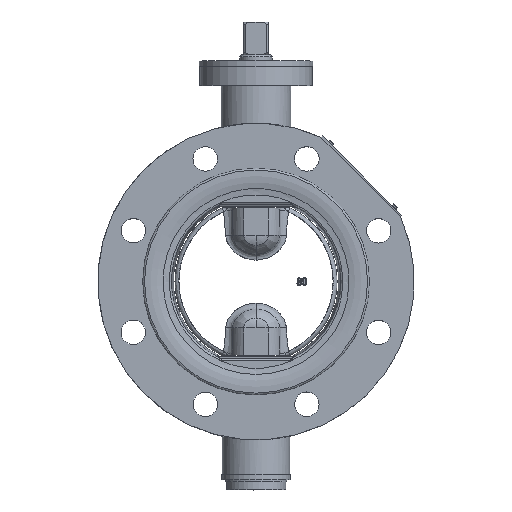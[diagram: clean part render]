
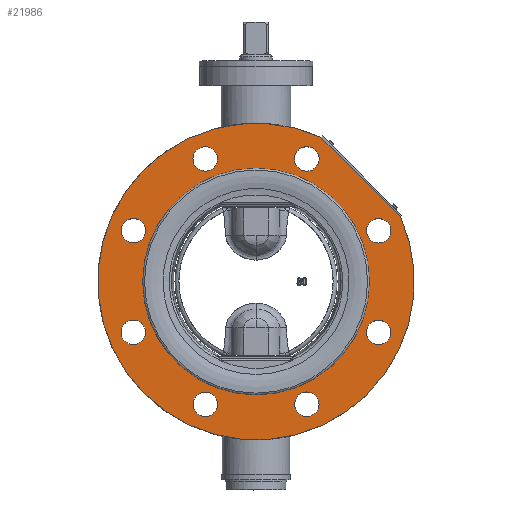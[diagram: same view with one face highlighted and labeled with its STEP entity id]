
A CAD part, top view. The second image highlights one B-rep face of the part: STEP entity #21986.
In plain terms, the highlighted planar face has unit normal (0, 0, 1).
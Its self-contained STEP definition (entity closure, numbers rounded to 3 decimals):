
#299=CARTESIAN_POINT('',(31.789,70.68,17.5));
#300=VERTEX_POINT('',#299);
#307=CARTESIAN_POINT('',(70.68,31.789,17.5));
#308=VERTEX_POINT('',#307);
#309=CARTESIAN_POINT('',(70.68,31.789,17.5));
#310=DIRECTION('',(-0.707,0.707,0.0));
#311=VECTOR('',#310,55.0);
#312=LINE('',#309,#311);
#313=EDGE_CURVE('',#308,#300,#312,.T.);
#17361=CARTESIAN_POINT('',(0.,55.5,17.5));
#17362=VERTEX_POINT('',#17361);
#17363=CARTESIAN_POINT('',(0.,0.,17.5));
#17364=DIRECTION('',(0.0,0.0,-1.0));
#17365=DIRECTION('',(0.0,-1.0,0.0));
#17366=AXIS2_PLACEMENT_3D('',#17363,#17364,#17365);
#17367=CIRCLE('',#17366,55.5);
#17368=EDGE_CURVE('',#17362,#17362,#17367,.T.);
#21391=CARTESIAN_POINT('',(0.0,0.0,17.5));
#21392=DIRECTION('',(0.0,0.0,-1.0));
#21393=DIRECTION('',(-1.0,0.0,0.0));
#21394=AXIS2_PLACEMENT_3D('',#21391,#21392,#21393);
#21395=CIRCLE('',#21394,77.5);
#21396=EDGE_CURVE('',#308,#300,#21395,.T.);
#21543=CARTESIAN_POINT('',(64.295,-29.117,17.5));
#21544=VERTEX_POINT('',#21543);
#21545=CARTESIAN_POINT('',(60.052,-24.874,17.5));
#21546=DIRECTION('',(0.0,0.0,-1.0));
#21547=DIRECTION('',(-0.707,0.707,0.0));
#21548=AXIS2_PLACEMENT_3D('',#21545,#21546,#21547);
#21549=CIRCLE('',#21548,6.);
#21550=EDGE_CURVE('',#21544,#21544,#21549,.T.);
#21571=CARTESIAN_POINT('',(24.874,-66.052,17.5));
#21572=VERTEX_POINT('',#21571);
#21573=CARTESIAN_POINT('',(24.874,-60.052,17.5));
#21574=DIRECTION('',(0.0,0.0,-1.0));
#21575=DIRECTION('',(0.0,1.0,0.0));
#21576=AXIS2_PLACEMENT_3D('',#21573,#21574,#21575);
#21577=CIRCLE('',#21576,6.);
#21578=EDGE_CURVE('',#21572,#21572,#21577,.T.);
#21599=CARTESIAN_POINT('',(-29.117,-64.295,17.5));
#21600=VERTEX_POINT('',#21599);
#21601=CARTESIAN_POINT('',(-24.874,-60.052,17.5));
#21602=DIRECTION('',(0.0,0.0,-1.0));
#21603=DIRECTION('',(0.707,0.707,0.0));
#21604=AXIS2_PLACEMENT_3D('',#21601,#21602,#21603);
#21605=CIRCLE('',#21604,6.);
#21606=EDGE_CURVE('',#21600,#21600,#21605,.T.);
#21627=CARTESIAN_POINT('',(-66.052,-24.874,17.5));
#21628=VERTEX_POINT('',#21627);
#21629=CARTESIAN_POINT('',(-60.052,-24.874,17.5));
#21630=DIRECTION('',(0.0,0.0,-1.0));
#21631=DIRECTION('',(1.0,0.0,0.0));
#21632=AXIS2_PLACEMENT_3D('',#21629,#21630,#21631);
#21633=CIRCLE('',#21632,6.);
#21634=EDGE_CURVE('',#21628,#21628,#21633,.T.);
#21655=CARTESIAN_POINT('',(-64.295,29.117,17.5));
#21656=VERTEX_POINT('',#21655);
#21657=CARTESIAN_POINT('',(-60.052,24.874,17.5));
#21658=DIRECTION('',(0.0,0.0,-1.0));
#21659=DIRECTION('',(0.707,-0.707,0.0));
#21660=AXIS2_PLACEMENT_3D('',#21657,#21658,#21659);
#21661=CIRCLE('',#21660,6.);
#21662=EDGE_CURVE('',#21656,#21656,#21661,.T.);
#21683=CARTESIAN_POINT('',(-24.874,66.052,17.5));
#21684=VERTEX_POINT('',#21683);
#21685=CARTESIAN_POINT('',(-24.874,60.052,17.5));
#21686=DIRECTION('',(0.0,0.0,-1.0));
#21687=DIRECTION('',(0.0,-1.0,0.0));
#21688=AXIS2_PLACEMENT_3D('',#21685,#21686,#21687);
#21689=CIRCLE('',#21688,6.);
#21690=EDGE_CURVE('',#21684,#21684,#21689,.T.);
#21711=CARTESIAN_POINT('',(29.117,64.295,17.5));
#21712=VERTEX_POINT('',#21711);
#21713=CARTESIAN_POINT('',(24.874,60.052,17.5));
#21714=DIRECTION('',(0.0,0.0,-1.0));
#21715=DIRECTION('',(-0.707,-0.707,0.0));
#21716=AXIS2_PLACEMENT_3D('',#21713,#21714,#21715);
#21717=CIRCLE('',#21716,6.);
#21718=EDGE_CURVE('',#21712,#21712,#21717,.T.);
#21739=CARTESIAN_POINT('',(66.052,24.874,17.5));
#21740=VERTEX_POINT('',#21739);
#21741=CARTESIAN_POINT('',(60.052,24.874,17.5));
#21742=DIRECTION('',(0.0,0.0,-1.0));
#21743=DIRECTION('',(-1.0,0.0,0.0));
#21744=AXIS2_PLACEMENT_3D('',#21741,#21742,#21743);
#21745=CIRCLE('',#21744,6.);
#21746=EDGE_CURVE('',#21740,#21740,#21745,.T.);
#21950=CARTESIAN_POINT('',(0.0,0.0,17.5));
#21951=DIRECTION('',(0.0,0.0,-1.0));
#21952=DIRECTION('',(-1.0,0.0,0.0));
#21953=AXIS2_PLACEMENT_3D('',#21950,#21951,#21952);
#21954=PLANE('',#21953);
#21955=ORIENTED_EDGE('',*,*,#313,.T.);
#21956=ORIENTED_EDGE('',*,*,#21396,.F.);
#21957=EDGE_LOOP('',(#21955,#21956));
#21958=FACE_OUTER_BOUND('',#21957,.T.);
#21959=ORIENTED_EDGE('',*,*,#17368,.T.);
#21960=EDGE_LOOP('',(#21959));
#21961=FACE_BOUND('',#21960,.T.);
#21962=ORIENTED_EDGE('',*,*,#21550,.T.);
#21963=EDGE_LOOP('',(#21962));
#21964=FACE_BOUND('',#21963,.T.);
#21965=ORIENTED_EDGE('',*,*,#21578,.T.);
#21966=EDGE_LOOP('',(#21965));
#21967=FACE_BOUND('',#21966,.T.);
#21968=ORIENTED_EDGE('',*,*,#21606,.T.);
#21969=EDGE_LOOP('',(#21968));
#21970=FACE_BOUND('',#21969,.T.);
#21971=ORIENTED_EDGE('',*,*,#21634,.T.);
#21972=EDGE_LOOP('',(#21971));
#21973=FACE_BOUND('',#21972,.T.);
#21974=ORIENTED_EDGE('',*,*,#21662,.T.);
#21975=EDGE_LOOP('',(#21974));
#21976=FACE_BOUND('',#21975,.T.);
#21977=ORIENTED_EDGE('',*,*,#21690,.T.);
#21978=EDGE_LOOP('',(#21977));
#21979=FACE_BOUND('',#21978,.T.);
#21980=ORIENTED_EDGE('',*,*,#21718,.T.);
#21981=EDGE_LOOP('',(#21980));
#21982=FACE_BOUND('',#21981,.T.);
#21983=ORIENTED_EDGE('',*,*,#21746,.T.);
#21984=EDGE_LOOP('',(#21983));
#21985=FACE_BOUND('',#21984,.T.);
#21986=ADVANCED_FACE('',(#21958,#21961,#21964,#21967,#21970,#21973,#21976,#21979,#21982,#21985),#21954,.F.);
